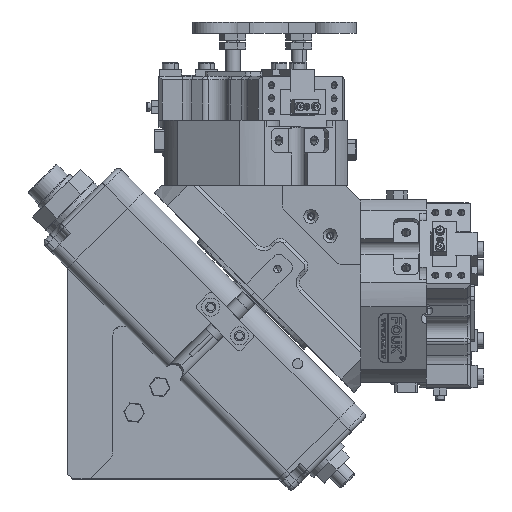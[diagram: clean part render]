
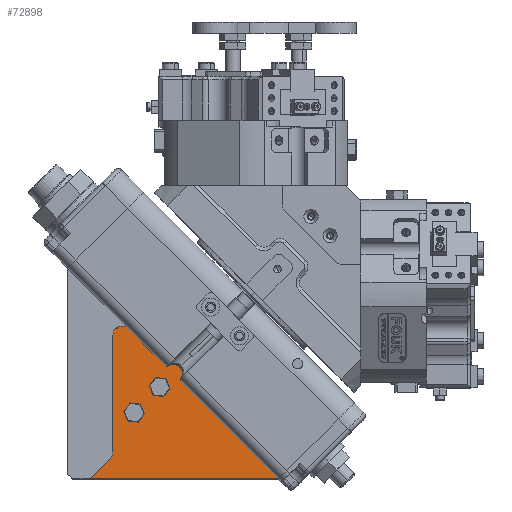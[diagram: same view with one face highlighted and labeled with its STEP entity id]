
A CAD part, top view. The second image highlights one B-rep face of the part: STEP entity #72898.
In plain terms, the highlighted planar face has unit normal (0, 0, 1).
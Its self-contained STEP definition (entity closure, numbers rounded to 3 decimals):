
#54 = CARTESIAN_POINT ( 'NONE',  ( 23.802, -75.66, 207.7 ) ) ;
#2212 = DIRECTION ( 'NONE',  ( -0.707, 0.707, 0. ) ) ;
#2618 = ORIENTED_EDGE ( 'NONE', *, *, #64174, .T. ) ;
#2652 = DIRECTION ( 'NONE',  ( 0.707, -0.707, 0. ) ) ;
#2911 = EDGE_CURVE ( 'NONE', #64785, #25164, #79446, .T. ) ;
#3046 = DIRECTION ( 'NONE',  ( 0.707, -0.707, 0. ) ) ;
#3596 = AXIS2_PLACEMENT_3D ( 'NONE', #17440, #9377, #11339 ) ;
#4117 = ORIENTED_EDGE ( 'NONE', *, *, #6891, .F. ) ;
#4512 = AXIS2_PLACEMENT_3D ( 'NONE', #69888, #38128, #32272 ) ;
#5281 = VECTOR ( 'NONE', #3046, 1000. ) ;
#6891 = EDGE_CURVE ( 'NONE', #75462, #46916, #20595, .T. ) ;
#8087 = DIRECTION ( 'NONE',  ( 0., 0., 1. ) ) ;
#8205 = CIRCLE ( 'NONE', #12983, 5. ) ;
#8903 = CARTESIAN_POINT ( 'NONE',  ( 47.778, -35.965, 207.7 ) ) ;
#9377 = DIRECTION ( 'NONE',  ( 0., 0., -1. ) ) ;
#10906 = EDGE_CURVE ( 'NONE', #58789, #79667, #74111, .T. ) ;
#11339 = DIRECTION ( 'NONE',  ( -0.707, 0.707, 0. ) ) ;
#11381 = CARTESIAN_POINT ( 'NONE',  ( 18.802, -73.588, 207.7 ) ) ;
#11577 = ORIENTED_EDGE ( 'NONE', *, *, #57536, .F. ) ;
#12307 = ORIENTED_EDGE ( 'NONE', *, *, #49718, .T. ) ;
#12983 = AXIS2_PLACEMENT_3D ( 'NONE', #11381, #24625, #48714 ) ;
#13733 = VECTOR ( 'NONE', #48033, 1000. ) ;
#15560 = VECTOR ( 'NONE', #75263, 1000. ) ;
#15918 = EDGE_CURVE ( 'NONE', #42835, #23778, #49791, .T. ) ;
#16328 = ORIENTED_EDGE ( 'NONE', *, *, #2911, .F. ) ;
#17440 = CARTESIAN_POINT ( 'NONE',  ( 50.471, -38.99, 207.7 ) ) ;
#18035 = ORIENTED_EDGE ( 'NONE', *, *, #15918, .F. ) ;
#18665 = LINE ( 'NONE', #54, #58248 ) ;
#20595 = LINE ( 'NONE', #66942, #73048 ) ;
#21364 = DIRECTION ( 'NONE',  ( -0.707, 0.707, 0. ) ) ;
#22706 = ORIENTED_EDGE ( 'NONE', *, *, #74325, .F. ) ;
#23476 = AXIS2_PLACEMENT_3D ( 'NONE', #45996, #45445, #39912 ) ;
#23778 = VERTEX_POINT ( 'NONE', #71231 ) ;
#24625 = DIRECTION ( 'NONE',  ( 0., 0., -1. ) ) ;
#25164 = VERTEX_POINT ( 'NONE', #81028 ) ;
#25665 = LINE ( 'NONE', #63876, #38550 ) ;
#27353 = CARTESIAN_POINT ( 'NONE',  ( 27.802, -21.978, 207.7 ) ) ;
#28577 = LINE ( 'NONE', #32239, #66302 ) ;
#28932 = CARTESIAN_POINT ( 'NONE',  ( 13.802, -85.66, 207.7 ) ) ;
#31683 = DIRECTION ( 'NONE',  ( -1., 0., 0. ) ) ;
#32126 = DIRECTION ( 'NONE',  ( 0., -1., 0. ) ) ;
#32239 = CARTESIAN_POINT ( 'NONE',  ( 97.14, -85.66, 207.7 ) ) ;
#32272 = DIRECTION ( 'NONE',  ( -0.707, 0.707, 0. ) ) ;
#33326 = ORIENTED_EDGE ( 'NONE', *, *, #63165, .T. ) ;
#34573 = CARTESIAN_POINT ( 'NONE',  ( 30.63, -19.15, 207.7 ) ) ;
#35359 = VERTEX_POINT ( 'NONE', #62573 ) ;
#35409 = ORIENTED_EDGE ( 'NONE', *, *, #66667, .F. ) ;
#36533 = CARTESIAN_POINT ( 'NONE',  ( 23.802, -21.978, 207.7 ) ) ;
#37282 = CIRCLE ( 'NONE', #73856, 4. ) ;
#38066 = EDGE_CURVE ( 'NONE', #23778, #64907, #25665, .T. ) ;
#38128 = DIRECTION ( 'NONE',  ( 0., 0., 1. ) ) ;
#38550 = VECTOR ( 'NONE', #43984, 1000. ) ;
#39728 = CARTESIAN_POINT ( 'NONE',  ( 25.592, -19.06, 207.7 ) ) ;
#39912 = DIRECTION ( 'NONE',  ( -0.707, 0.707, 0. ) ) ;
#40094 = DIRECTION ( 'NONE',  ( 0., 0., 1. ) ) ;
#40487 = CARTESIAN_POINT ( 'NONE',  ( 13.802, -85.66, 207.7 ) ) ;
#40701 = CARTESIAN_POINT ( 'NONE',  ( 27.802, -21.978, 207.7 ) ) ;
#42835 = VERTEX_POINT ( 'NONE', #46410 ) ;
#43984 = DIRECTION ( 'NONE',  ( 1., -0.029, 0. ) ) ;
#44290 = CIRCLE ( 'NONE', #23476, 4.05 ) ;
#44892 = CARTESIAN_POINT ( 'NONE',  ( 53.506, -42.026, 207.7 ) ) ;
#45445 = DIRECTION ( 'NONE',  ( 0., 0., -1. ) ) ;
#45517 = ORIENTED_EDGE ( 'NONE', *, *, #38066, .F. ) ;
#45882 = CARTESIAN_POINT ( 'NONE',  ( 53.496, -41.683, 207.7 ) ) ;
#45988 = VERTEX_POINT ( 'NONE', #36533 ) ;
#45996 = CARTESIAN_POINT ( 'NONE',  ( 50.471, -38.99, 207.7 ) ) ;
#46340 = CARTESIAN_POINT ( 'NONE',  ( 53.506, -42.026, 207.7 ) ) ;
#46410 = CARTESIAN_POINT ( 'NONE',  ( 30.63, -19.15, 207.7 ) ) ;
#46672 = CIRCLE ( 'NONE', #4512, 4. ) ;
#46916 = VERTEX_POINT ( 'NONE', #39728 ) ;
#47901 = EDGE_CURVE ( 'NONE', #45988, #49239, #18665, .T. ) ;
#48033 = DIRECTION ( 'NONE',  ( -0.707, -0.707, 0. ) ) ;
#48714 = DIRECTION ( 'NONE',  ( -0.707, 0.707, 0. ) ) ;
#48762 = CARTESIAN_POINT ( 'NONE',  ( 22.337, -77.124, 207.7 ) ) ;
#48986 = EDGE_CURVE ( 'NONE', #64907, #35359, #44290, .T. ) ;
#49239 = VERTEX_POINT ( 'NONE', #65349 ) ;
#49718 = EDGE_CURVE ( 'NONE', #75462, #62034, #37282, .T. ) ;
#49791 = LINE ( 'NONE', #34573, #5281 ) ;
#50881 = VECTOR ( 'NONE', #78504, 1000. ) ;
#52741 = CIRCLE ( 'NONE', #60099, 4. ) ;
#53804 = LINE ( 'NONE', #45882, #50881 ) ;
#56394 = CARTESIAN_POINT ( 'NONE',  ( 25.067, -19.06, 207.7 ) ) ;
#56469 = ORIENTED_EDGE ( 'NONE', *, *, #10906, .T. ) ;
#57536 = EDGE_CURVE ( 'NONE', #35359, #64785, #53804, .T. ) ;
#58248 = VECTOR ( 'NONE', #32126, 1000. ) ;
#58789 = VERTEX_POINT ( 'NONE', #48762 ) ;
#58863 = ORIENTED_EDGE ( 'NONE', *, *, #48986, .F. ) ;
#59084 = CARTESIAN_POINT ( 'NONE',  ( 24.973, -19.15, 207.7 ) ) ;
#59274 = FACE_OUTER_BOUND ( 'NONE', #70022, .T. ) ;
#60099 = AXIS2_PLACEMENT_3D ( 'NONE', #40701, #8087, #21364 ) ;
#62034 = VERTEX_POINT ( 'NONE', #59084 ) ;
#62573 = CARTESIAN_POINT ( 'NONE',  ( 53.496, -41.683, 207.7 ) ) ;
#63165 = EDGE_CURVE ( 'NONE', #62034, #45988, #52741, .T. ) ;
#63498 = EDGE_CURVE ( 'NONE', #49239, #58789, #8205, .T. ) ;
#63821 = CARTESIAN_POINT ( 'NONE',  ( 25.592, -18.644, 207.7 ) ) ;
#63876 = CARTESIAN_POINT ( 'NONE',  ( 47.435, -35.955, 207.7 ) ) ;
#64174 = EDGE_CURVE ( 'NONE', #42835, #73176, #46672, .T. ) ;
#64785 = VERTEX_POINT ( 'NONE', #44892 ) ;
#64907 = VERTEX_POINT ( 'NONE', #8903 ) ;
#65349 = CARTESIAN_POINT ( 'NONE',  ( 23.802, -73.588, 207.7 ) ) ;
#66302 = VECTOR ( 'NONE', #31683, 1000. ) ;
#66667 = EDGE_CURVE ( 'NONE', #46916, #73176, #68013, .T. ) ;
#66942 = CARTESIAN_POINT ( 'NONE',  ( 12.935, -19.06, 207.7 ) ) ;
#68013 = LINE ( 'NONE', #81607, #15560 ) ;
#69523 = VECTOR ( 'NONE', #2652, 1000. ) ;
#69836 = ORIENTED_EDGE ( 'NONE', *, *, #47901, .T. ) ;
#69888 = CARTESIAN_POINT ( 'NONE',  ( 27.802, -21.978, 207.7 ) ) ;
#70022 = EDGE_LOOP ( 'NONE', ( #35409, #4117, #12307, #33326, #69836, #72658, #56469, #22706, #16328, #11577, #58863, #45517, #18035, #2618 ) ) ;
#71231 = CARTESIAN_POINT ( 'NONE',  ( 47.435, -35.955, 207.7 ) ) ;
#72658 = ORIENTED_EDGE ( 'NONE', *, *, #63498, .T. ) ;
#72898 = ADVANCED_FACE ( 'NONE', ( #59274 ), #73833, .F. ) ;
#73048 = VECTOR ( 'NONE', #79921, 1000. ) ;
#73176 = VERTEX_POINT ( 'NONE', #63821 ) ;
#73833 = PLANE ( 'NONE',  #3596 ) ;
#73856 = AXIS2_PLACEMENT_3D ( 'NONE', #27353, #40094, #2212 ) ;
#74111 = LINE ( 'NONE', #28932, #13733 ) ;
#74325 = EDGE_CURVE ( 'NONE', #25164, #79667, #28577, .T. ) ;
#75263 = DIRECTION ( 'NONE',  ( 0., 1., 0. ) ) ;
#75462 = VERTEX_POINT ( 'NONE', #56394 ) ;
#78504 = DIRECTION ( 'NONE',  ( 0.029, -1., 0. ) ) ;
#79446 = LINE ( 'NONE', #46340, #69523 ) ;
#79667 = VERTEX_POINT ( 'NONE', #40487 ) ;
#79921 = DIRECTION ( 'NONE',  ( 1., 0., 0. ) ) ;
#81028 = CARTESIAN_POINT ( 'NONE',  ( 97.14, -85.66, 207.7 ) ) ;
#81607 = CARTESIAN_POINT ( 'NONE',  ( 25.592, -38.99, 207.7 ) ) ;
